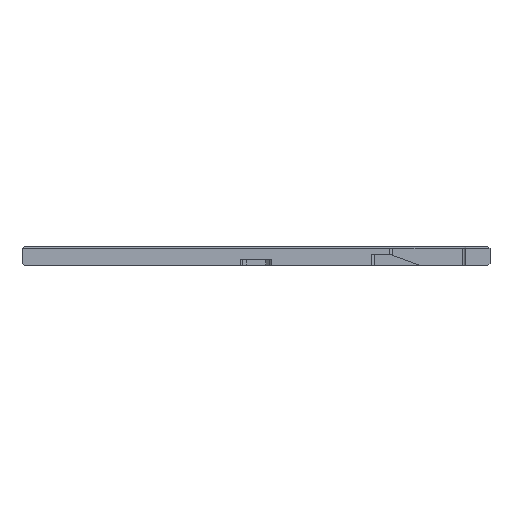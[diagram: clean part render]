
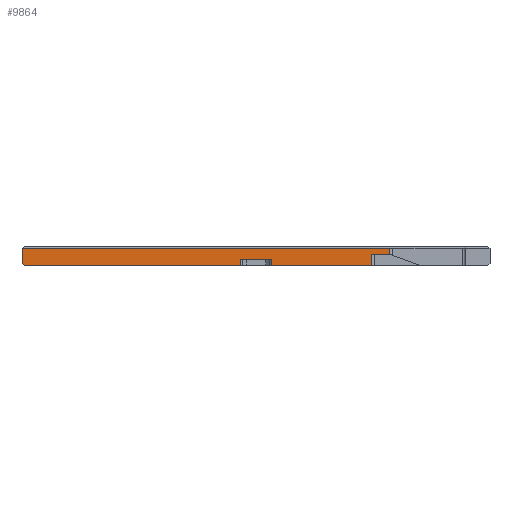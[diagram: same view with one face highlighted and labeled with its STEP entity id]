
A CAD part, left-side view. The second image highlights one B-rep face of the part: STEP entity #9864.
In plain terms, the highlighted planar face has unit normal (-1, 0, 0).
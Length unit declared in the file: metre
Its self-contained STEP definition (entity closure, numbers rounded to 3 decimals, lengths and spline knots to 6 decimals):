
#837=ORIENTED_EDGE('',*,*,#3793,.T.);
#838=ORIENTED_EDGE('',*,*,#3794,.T.);
#839=ORIENTED_EDGE('',*,*,#3769,.F.);
#840=ORIENTED_EDGE('',*,*,#3795,.T.);
#841=ORIENTED_EDGE('',*,*,#3796,.T.);
#842=ORIENTED_EDGE('',*,*,#3797,.F.);
#843=ORIENTED_EDGE('',*,*,#3798,.T.);
#844=ORIENTED_EDGE('',*,*,#3799,.T.);
#845=ORIENTED_EDGE('',*,*,#3800,.F.);
#846=ORIENTED_EDGE('',*,*,#3801,.F.);
#847=ORIENTED_EDGE('',*,*,#3777,.F.);
#848=ORIENTED_EDGE('',*,*,#3802,.T.);
#3769=EDGE_CURVE('',#5248,#5249,#6095,.F.);
#3777=EDGE_CURVE('',#5256,#5257,#6103,.F.);
#3793=EDGE_CURVE('',#5270,#5271,#6119,.T.);
#3794=EDGE_CURVE('',#5271,#5249,#6120,.T.);
#3795=EDGE_CURVE('',#5248,#5272,#6121,.T.);
#3796=EDGE_CURVE('',#5272,#5273,#6122,.T.);
#3797=EDGE_CURVE('',#5274,#5273,#6123,.F.);
#3798=EDGE_CURVE('',#5274,#5275,#6124,.T.);
#3799=EDGE_CURVE('',#5275,#5276,#6125,.T.);
#3800=EDGE_CURVE('',#5277,#5276,#6126,.T.);
#3801=EDGE_CURVE('',#5257,#5277,#6127,.T.);
#3802=EDGE_CURVE('',#5256,#5270,#6128,.T.);
#5248=VERTEX_POINT('',#14832);
#5249=VERTEX_POINT('',#14834);
#5256=VERTEX_POINT('',#14848);
#5257=VERTEX_POINT('',#14850);
#5270=VERTEX_POINT('',#14881);
#5271=VERTEX_POINT('',#14882);
#5272=VERTEX_POINT('',#14885);
#5273=VERTEX_POINT('',#14887);
#5274=VERTEX_POINT('',#14889);
#5275=VERTEX_POINT('',#14891);
#5276=VERTEX_POINT('',#14893);
#5277=VERTEX_POINT('',#14895);
#6095=LINE('',#14833,#7284);
#6103=LINE('',#14849,#7292);
#6119=LINE('',#14880,#7308);
#6120=LINE('',#14883,#7309);
#6121=LINE('',#14884,#7310);
#6122=LINE('',#14886,#7311);
#6123=LINE('',#14888,#7312);
#6124=LINE('',#14890,#7313);
#6125=LINE('',#14892,#7314);
#6126=LINE('',#14894,#7315);
#6127=LINE('',#14896,#7316);
#6128=LINE('',#14897,#7317);
#7284=VECTOR('',#11699,1.);
#7292=VECTOR('',#11707,1.);
#7308=VECTOR('',#11727,1.);
#7309=VECTOR('',#11728,1.);
#7310=VECTOR('',#11729,1.);
#7311=VECTOR('',#11730,1.);
#7312=VECTOR('',#11731,1.);
#7313=VECTOR('',#11732,1.);
#7314=VECTOR('',#11733,1.);
#7315=VECTOR('',#11734,1.);
#7316=VECTOR('',#11735,1.);
#7317=VECTOR('',#11736,1.);
#8256=EDGE_LOOP('',(#837,#838,#839,#840,#841,#842,#843,#844,#845,#846,#847,
#848));
#8882=FACE_BOUND('',#8256,.T.);
#9487=PLANE('',#10523);
#9864=ADVANCED_FACE('',(#8882),#9487,.T.);
#10523=AXIS2_PLACEMENT_3D('',#14879,#11725,#11726);
#11699=DIRECTION('',(0.,-1.,0.));
#11707=DIRECTION('',(0.,-1.,0.));
#11725=DIRECTION('',(-1.,0.,0.));
#11726=DIRECTION('',(0.,0.,1.));
#11727=DIRECTION('',(0.,-1.,0.));
#11728=DIRECTION('',(0.,0.,-1.));
#11729=DIRECTION('',(0.,0.,1.));
#11730=DIRECTION('',(0.,-1.,0.));
#11731=DIRECTION('',(0.,-0.94,-0.342));
#11732=DIRECTION('',(0.,0.,1.));
#11733=DIRECTION('',(0.,1.,0.));
#11734=DIRECTION('',(0.,0.,1.));
#11735=DIRECTION('',(0.,0.866,0.5));
#11736=DIRECTION('',(0.,0.,1.));
#14832=CARTESIAN_POINT('',(-0.047525,-0.018765,0.));
#14833=CARTESIAN_POINT('',(-0.047525,-0.038175,0.));
#14834=CARTESIAN_POINT('',(-0.047525,-0.002466,0.));
#14848=CARTESIAN_POINT('',(-0.047525,0.002466,0.));
#14849=CARTESIAN_POINT('',(-0.047525,-0.038175,0.));
#14850=CARTESIAN_POINT('',(-0.047525,0.037769,0.));
#14879=CARTESIAN_POINT('',(-0.047525,-0.038175,0.025));
#14880=CARTESIAN_POINT('',(-0.047525,-0.038175,0.001));
#14881=CARTESIAN_POINT('',(-0.047525,0.002466,0.001));
#14882=CARTESIAN_POINT('',(-0.047525,-0.002466,0.001));
#14883=CARTESIAN_POINT('',(-0.047525,-0.002466,0.025));
#14884=CARTESIAN_POINT('',(-0.047525,-0.018765,0.0018));
#14885=CARTESIAN_POINT('',(-0.047525,-0.018765,0.0018));
#14886=CARTESIAN_POINT('',(-0.047525,-0.028183,0.0018));
#14887=CARTESIAN_POINT('',(-0.047525,-0.021765,0.0018));
#14888=CARTESIAN_POINT('',(-0.047525,-0.021765,0.0018));
#14889=CARTESIAN_POINT('',(-0.047525,-0.021788,0.001792));
#14890=CARTESIAN_POINT('',(-0.047525,-0.021788,0.003002));
#14891=CARTESIAN_POINT('',(-0.047525,-0.021788,0.0028));
#14892=CARTESIAN_POINT('',(-0.047525,-0.038175,0.0028));
#14893=CARTESIAN_POINT('',(-0.047525,0.038115,0.0028));
#14894=CARTESIAN_POINT('',(-0.047525,0.038115,0.003));
#14895=CARTESIAN_POINT('',(-0.047525,0.038115,0.0002));
#14896=CARTESIAN_POINT('',(-0.047525,0.037769,0.));
#14897=CARTESIAN_POINT('',(-0.047525,0.002466,0.025));
